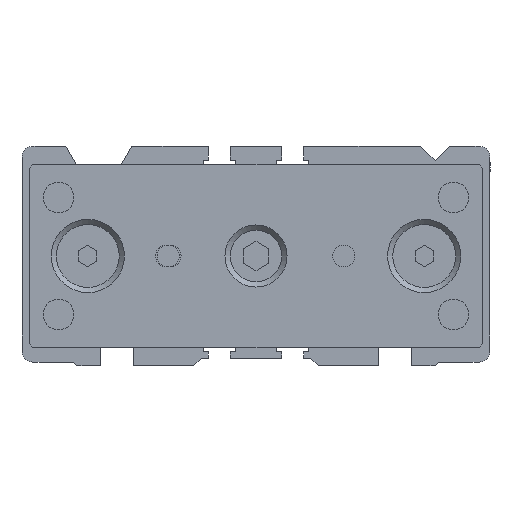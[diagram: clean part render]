
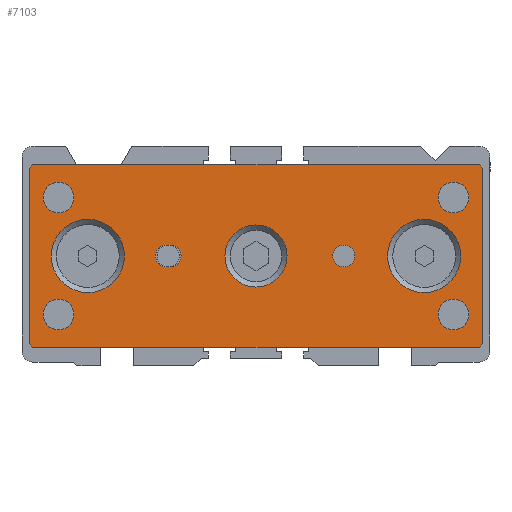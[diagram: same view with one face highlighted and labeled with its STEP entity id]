
A CAD part, left-side view. The second image highlights one B-rep face of the part: STEP entity #7103.
In plain terms, the highlighted planar face has unit normal (-1, 0, 0).
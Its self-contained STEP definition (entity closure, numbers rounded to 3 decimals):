
#6450=CARTESIAN_POINT('',(0.,-127.75,-1.5));
#6451=VERTEX_POINT('Vertex290',#6450);
#6458=CARTESIAN_POINT('',(0.,-128.25,-1.5));
#6459=VERTEX_POINT('Vertex291',#6458);
#6460=CARTESIAN_POINT('',(0.,-128.,-1.5));
#6461=DIRECTION('',(0.,1.,0.));
#6462=VECTOR('',#6461,1.);
#6463=LINE('nurbsCrv400',#6460,#6462);
#6464=EDGE_CURVE('Edge400',#6459,#6451,#6463,.T.);
#6542=CARTESIAN_POINT('',(0.,-153.5,0.));
#6543=VERTEX_POINT('Vertex295',#6542);
#6544=CARTESIAN_POINT('',(0.,-152.,0.));
#6545=DIRECTION('',(1.,0.,0.));
#6546=DIRECTION('',(0.,-1.,0.));
#6547=AXIS2_PLACEMENT_3D('',#6544,#6545,#6546);
#6548=CIRCLE('nurbsCrv407',#6547,1.5);
#6549=EDGE_CURVE('Edge407',#6543,#6543,#6548,.T.);
#6560=CARTESIAN_POINT('',(0.,-127.75,1.5));
#6561=VERTEX_POINT('Vertex296',#6560);
#6568=CARTESIAN_POINT('',(0.,-127.75,0.)
);
#6569=DIRECTION('',(1.,0.,0.));
#6570=DIRECTION('',(0.,0.,-1.));
#6571=AXIS2_PLACEMENT_3D('',#6568,#6569,#6570);
#6572=CIRCLE('nurbsCrv409',#6571,1.5);
#6573=EDGE_CURVE('Edge409',#6451,#6561,#6572,.T.);
#6586=CARTESIAN_POINT('',(0.,-128.25,1.5));
#6587=VERTEX_POINT('Vertex297',#6586);
#6588=CARTESIAN_POINT('',(0.,-128.25,0.)
);
#6589=DIRECTION('',(1.,0.,0.));
#6590=DIRECTION('',(0.,0.,1.));
#6591=AXIS2_PLACEMENT_3D('',#6588,#6589,#6590);
#6592=CIRCLE('nurbsCrv410',#6591,1.5);
#6593=EDGE_CURVE('Edge410',#6587,#6459,#6592,.T.);
#6611=CARTESIAN_POINT('',(0.,-128.,1.5));
#6612=DIRECTION('',(0.,-1.,0.));
#6613=VECTOR('',#6612,1.);
#6614=LINE('nurbsCrv412',#6611,#6613);
#6615=EDGE_CURVE('Edge412',#6561,#6587,#6614,.T.);
#6627=CARTESIAN_POINT('',(0.,-168.,0.));
#6628=VERTEX_POINT('Vertex298',#6627);
#6629=CARTESIAN_POINT('',(0.,-163.,0.));
#6630=DIRECTION('',(1.,0.,0.));
#6631=DIRECTION('',(0.,-1.,0.));
#6632=AXIS2_PLACEMENT_3D('',#6629,#6630,#6631);
#6633=CIRCLE('nurbsCrv413',#6632,5.);
#6634=EDGE_CURVE('Edge413',#6628,#6628,#6633,.T.);
#6647=CARTESIAN_POINT('',(0.,-144.25,0.));
#6648=VERTEX_POINT('Vertex299',#6647);
#6649=CARTESIAN_POINT('',(0.,-140.,0.));
#6650=DIRECTION('',(1.,0.,0.));
#6651=DIRECTION('',(0.,-1.,0.));
#6652=AXIS2_PLACEMENT_3D('',#6649,#6650,#6651);
#6653=CIRCLE('nurbsCrv414',#6652,4.25);
#6654=EDGE_CURVE('Edge414',#6648,#6648,#6653,.T.);
#6667=CARTESIAN_POINT('',(0.,-122.,0.));
#6668=VERTEX_POINT('Vertex300',#6667);
#6669=CARTESIAN_POINT('',(0.,-117.,0.));
#6670=DIRECTION('',(1.,0.,0.));
#6671=DIRECTION('',(0.,-1.,0.));
#6672=AXIS2_PLACEMENT_3D('',#6669,#6670,#6671);
#6673=CIRCLE('nurbsCrv415',#6672,5.);
#6674=EDGE_CURVE('Edge415',#6668,#6668,#6673,.T.);
#6707=CARTESIAN_POINT('',(0.,-110.9,8.));
#6708=VERTEX_POINT('Vertex301',#6707);
#6709=CARTESIAN_POINT('',(0.,-115.1,8.));
#6710=VERTEX_POINT('Vertex342',#6709);
#6711=CARTESIAN_POINT('',(0.,-113.,8.));
#6712=DIRECTION('',(1.,0.,0.));
#6713=DIRECTION('',(0.,1.,0.));
#6714=AXIS2_PLACEMENT_3D('',#6711,#6712,#6713);
#6715=CIRCLE('nurbsCrv1471',#6714,2.1);
#6716=EDGE_CURVE('Edge520',#6708,#6710,#6715,.T.);
#6718=CARTESIAN_POINT('',(0.,-113.,8.));
#6719=DIRECTION('',(1.,0.,0.));
#6720=DIRECTION('',(0.,-1.,0.));
#6721=AXIS2_PLACEMENT_3D('',#6718,#6719,#6720);
#6722=CIRCLE('nurbsCrv1472',#6721,2.1);
#6723=EDGE_CURVE('Edge521',#6710,#6708,#6722,.T.);
#6753=CARTESIAN_POINT('',(0.,-110.9,-8.));
#6754=VERTEX_POINT('Vertex303',#6753);
#6755=CARTESIAN_POINT('',(0.,-115.1,-8.));
#6756=VERTEX_POINT('Vertex344',#6755);
#6757=CARTESIAN_POINT('',(0.,-113.,-8.));
#6758=DIRECTION('',(1.,0.,0.));
#6759=DIRECTION('',(0.,1.,0.));
#6760=AXIS2_PLACEMENT_3D('',#6757,#6758,#6759);
#6761=CIRCLE('nurbsCrv1484',#6760,2.1);
#6762=EDGE_CURVE('Edge525',#6754,#6756,#6761,.T.);
#6764=CARTESIAN_POINT('',(0.,-113.,-8.));
#6765=DIRECTION('',(1.,0.,0.));
#6766=DIRECTION('',(0.,-1.,0.));
#6767=AXIS2_PLACEMENT_3D('',#6764,#6765,#6766);
#6768=CIRCLE('nurbsCrv1485',#6767,2.1);
#6769=EDGE_CURVE('Edge526',#6756,#6754,#6768,.T.);
#6799=CARTESIAN_POINT('',(0.,-164.9,8.));
#6800=VERTEX_POINT('Vertex305',#6799);
#6801=CARTESIAN_POINT('',(0.,-169.1,8.));
#6802=VERTEX_POINT('Vertex346',#6801);
#6803=CARTESIAN_POINT('',(0.,-167.,8.));
#6804=DIRECTION('',(1.,0.,0.));
#6805=DIRECTION('',(0.,1.,0.));
#6806=AXIS2_PLACEMENT_3D('',#6803,#6804,#6805);
#6807=CIRCLE('nurbsCrv1497',#6806,2.1);
#6808=EDGE_CURVE('Edge530',#6800,#6802,#6807,.T.);
#6810=CARTESIAN_POINT('',(0.,-167.,8.));
#6811=DIRECTION('',(1.,0.,0.));
#6812=DIRECTION('',(0.,-1.,0.));
#6813=AXIS2_PLACEMENT_3D('',#6810,#6811,#6812);
#6814=CIRCLE('nurbsCrv1498',#6813,2.1);
#6815=EDGE_CURVE('Edge531',#6802,#6800,#6814,.T.);
#6845=CARTESIAN_POINT('',(0.,-164.9,-8.));
#6846=VERTEX_POINT('Vertex307',#6845);
#6847=CARTESIAN_POINT('',(0.,-169.1,-8.));
#6848=VERTEX_POINT('Vertex348',#6847);
#6849=CARTESIAN_POINT('',(0.,-167.,-8.));
#6850=DIRECTION('',(1.,0.,0.));
#6851=DIRECTION('',(0.,1.,0.));
#6852=AXIS2_PLACEMENT_3D('',#6849,#6850,#6851);
#6853=CIRCLE('nurbsCrv1510',#6852,2.1);
#6854=EDGE_CURVE('Edge535',#6846,#6848,#6853,.T.);
#6856=CARTESIAN_POINT('',(0.,-167.,-8.));
#6857=DIRECTION('',(1.,0.,0.));
#6858=DIRECTION('',(0.,-1.,0.));
#6859=AXIS2_PLACEMENT_3D('',#6856,#6857,#6858);
#6860=CIRCLE('nurbsCrv1511',#6859,2.1);
#6861=EDGE_CURVE('Edge536',#6848,#6846,#6860,.T.);
#6881=CARTESIAN_POINT('',(0.,-109.,12.));
#6882=VERTEX_POINT('Vertex311',#6881);
#6889=CARTESIAN_POINT('',(0.,-109.5,12.5));
#6890=VERTEX_POINT('Vertex312',#6889);
#6891=CARTESIAN_POINT('',(0.,-109.25,12.25));
#6892=DIRECTION('',(0.,0.707,-0.707));
#6893=VECTOR('',#6892,1.);
#6894=LINE('nurbsCrv426',#6891,#6893);
#6895=EDGE_CURVE('Edge426',#6890,#6882,#6894,.T.);
#6919=CARTESIAN_POINT('',(0.,-109.,-12.));
#6920=VERTEX_POINT('Vertex314',#6919);
#6927=CARTESIAN_POINT('',(0.,-109.,0.));
#6928=DIRECTION('',(0.,0.,1.));
#6929=VECTOR('',#6928,1.);
#6930=LINE('nurbsCrv430',#6927,#6929);
#6931=EDGE_CURVE('Edge430',#6920,#6882,#6930,.T.);
#6950=CARTESIAN_POINT('',(0.,-109.5,-12.5));
#6951=VERTEX_POINT('Vertex316',#6950);
#6958=CARTESIAN_POINT('',(0.,-109.25,-12.25));
#6959=DIRECTION('',(0.,0.707,0.707));
#6960=VECTOR('',#6959,1.);
#6961=LINE('nurbsCrv433',#6958,#6960);
#6962=EDGE_CURVE('Edge433',#6951,#6920,#6961,.T.);
#6981=CARTESIAN_POINT('',(0.,-170.5,-12.5));
#6982=VERTEX_POINT('Vertex318',#6981);
#6989=CARTESIAN_POINT('',(0.,-140.,-12.5));
#6990=DIRECTION('',(0.,1.,0.));
#6991=VECTOR('',#6990,1.);
#6992=LINE('nurbsCrv436',#6989,#6991);
#6993=EDGE_CURVE('Edge436',#6982,#6951,#6992,.T.);
#7012=CARTESIAN_POINT('',(0.,-171.,-12.));
#7013=VERTEX_POINT('Vertex320',#7012);
#7020=CARTESIAN_POINT('',(0.,-170.75,-12.25));
#7021=DIRECTION('',(0.,-0.707,0.707));
#7022=VECTOR('',#7021,1.);
#7023=LINE('nurbsCrv439',#7020,#7022);
#7024=EDGE_CURVE('Edge439',#6982,#7013,#7023,.T.);
#7035=CARTESIAN_POINT('',(0.,-171.,12.));
#7036=VERTEX_POINT('Vertex322',#7035);
#7037=CARTESIAN_POINT('',(0.,-170.5,12.5));
#7038=VERTEX_POINT('Vertex321',#7037);
#7039=CARTESIAN_POINT('',(0.,-170.75,12.25));
#7040=DIRECTION('',(0.,0.707,0.707));
#7041=VECTOR('',#7040,1.);
#7042=LINE('nurbsCrv440',#7039,#7041);
#7043=EDGE_CURVE('Edge440',#7036,#7038,#7042,.T.);
#7044=ORIENTED_EDGE('Edgeuse850',*,*,#7043,.T.);
#7045=CARTESIAN_POINT('',(0.,-140.,12.5));
#7046=DIRECTION('',(0.,1.,0.));
#7047=VECTOR('',#7046,1.);
#7048=LINE('nurbsCrv441',#7045,#7047);
#7049=EDGE_CURVE('Edge441',#7038,#6890,#7048,.T.);
#7050=ORIENTED_EDGE('Edgeuse851',*,*,#7049,.T.);
#7051=ORIENTED_EDGE('Edgeuse852',*,*,#6895,.T.);
#7052=ORIENTED_EDGE('Edgeuse853',*,*,#6931,.F.);
#7053=ORIENTED_EDGE('Edgeuse854',*,*,#6962,.F.);
#7054=ORIENTED_EDGE('Edgeuse855',*,*,#6993,.F.);
#7055=ORIENTED_EDGE('Edgeuse856',*,*,#7024,.T.);
#7056=CARTESIAN_POINT('',(0.,-171.,0.));
#7057=DIRECTION('',(0.,0.,1.));
#7058=VECTOR('',#7057,1.);
#7059=LINE('nurbsCrv442',#7056,#7058);
#7060=EDGE_CURVE('Edge442',#7013,#7036,#7059,.T.);
#7061=ORIENTED_EDGE('Edgeuse857',*,*,#7060,.T.);
#7062=EDGE_LOOP('',(#7044,#7050,#7051,#7052,#7053,#7054,#7055,#7061));
#7063=FACE_OUTER_BOUND('',#7062,.T.);
#7064=ORIENTED_EDGE('Edgeuse858',*,*,#6634,.T.);
#7065=EDGE_LOOP('',(#7064));
#7066=FACE_BOUND('',#7065,.T.);
#7067=ORIENTED_EDGE('Edgeuse859',*,*,#6654,.T.);
#7068=EDGE_LOOP('',(#7067));
#7069=FACE_BOUND('',#7068,.T.);
#7070=ORIENTED_EDGE('Edgeuse860',*,*,#6674,.T.);
#7071=EDGE_LOOP('',(#7070));
#7072=FACE_BOUND('',#7071,.T.);
#7073=ORIENTED_EDGE('Edgeuse861',*,*,#6549,.T.);
#7074=EDGE_LOOP('',(#7073));
#7075=FACE_BOUND('',#7074,.T.);
#7076=ORIENTED_EDGE('Edgeuse862',*,*,#6573,.T.);
#7077=ORIENTED_EDGE('Edgeuse863',*,*,#6615,.T.);
#7078=ORIENTED_EDGE('Edgeuse864',*,*,#6593,.T.);
#7079=ORIENTED_EDGE('Edgeuse865',*,*,#6464,.T.);
#7080=EDGE_LOOP('',(#7076,#7077,#7078,#7079));
#7081=FACE_BOUND('',#7080,.T.);
#7082=ORIENTED_EDGE('Edgeuse1040',*,*,#6716,.T.);
#7083=ORIENTED_EDGE('Edgeuse1042',*,*,#6723,.T.);
#7084=EDGE_LOOP('',(#7082,#7083));
#7085=FACE_BOUND('',#7084,.T.);
#7086=ORIENTED_EDGE('Edgeuse1050',*,*,#6762,.T.);
#7087=ORIENTED_EDGE('Edgeuse1052',*,*,#6769,.T.);
#7088=EDGE_LOOP('',(#7086,#7087));
#7089=FACE_BOUND('',#7088,.T.);
#7090=ORIENTED_EDGE('Edgeuse1060',*,*,#6808,.T.);
#7091=ORIENTED_EDGE('Edgeuse1062',*,*,#6815,.T.);
#7092=EDGE_LOOP('',(#7090,#7091));
#7093=FACE_BOUND('',#7092,.T.);
#7094=ORIENTED_EDGE('Edgeuse1070',*,*,#6854,.T.);
#7095=ORIENTED_EDGE('Edgeuse1072',*,*,#6861,.T.);
#7096=EDGE_LOOP('',(#7094,#7095));
#7097=FACE_BOUND('',#7096,.T.);
#7098=CARTESIAN_POINT('',(0.,-140.,0.));
#7099=DIRECTION('',(-1.,0.,0.));
#7100=DIRECTION('',(0.,0.,-1.));
#7101=AXIS2_PLACEMENT_3D('',#7098,#7099,#7100);
#7102=PLANE('nurbsSrf200',#7101);
#7103=ADVANCED_FACE('Face200',(#7063,#7066,#7069,#7072,#7075,#7081,#7085,#7089,
#7093,#7097),#7102,.T.);
